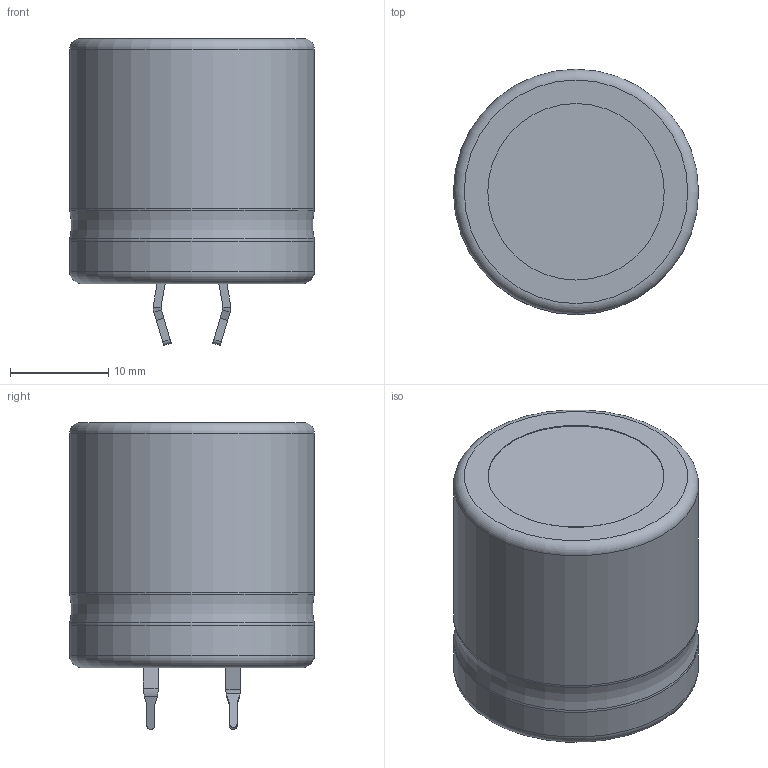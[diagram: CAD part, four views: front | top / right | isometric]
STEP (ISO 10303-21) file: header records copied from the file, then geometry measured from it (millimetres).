
FILE_DESCRIPTION(/* description */ ('Unknown'),/* implementation_level */ '2;1');
FILE_NAME(/* name */ 'SI-D25-L25-11F010-LONG-00-00',/* time_stamp */ '2019-10-02T15:42:54+02:00',/* author */ ('Unknown'),/* organization */ ('Unknown'),/* preprocessor_version */ 'ST-DEVELOPER v16.7',/* originating_system */ 'DEX',/* authorisation */ $);
FILE_SCHEMA (('AUTOMOTIVE_DESIGN {1 0 10303 214 3 1 1}'));
Length unit declared in the file: millimetre
Products named in the file (1): SI D25-L25-11F010-LONG-00-00
Bounding box: 25 x 25 x 31.3 mm (x, y, z)
Volume: 11672 mm3; surface area: 3312.8 mm2
Topology: 1 solids, 3 shells, 106 faces, 254 edges, 159 vertices
Faces by surface type: plane 61, cylinder 23, bspline 12, torus 10
Full cylindrical faces by diameter (mm): 2.6 x2, 4 x2, 18 x2, 20 x1, 25 x2
Entity records: 3774 total; most frequent: CARTESIAN_POINT 727, ORIENTED_EDGE 456, DIRECTION 435, EDGE_CURVE 228, VERTEX_POINT 152, LINE 151, VECTOR 151, AXIS2_PLACEMENT_3D 142
